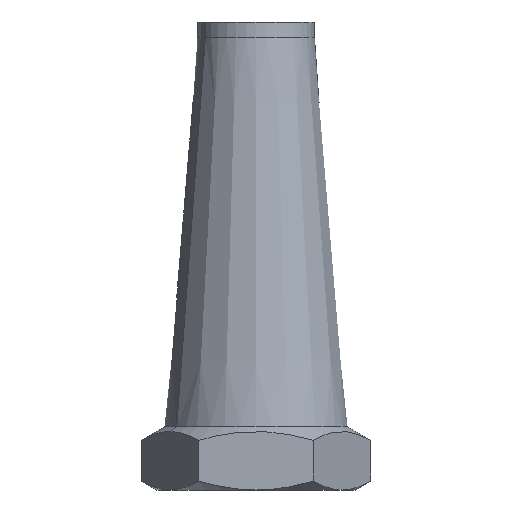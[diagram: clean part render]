
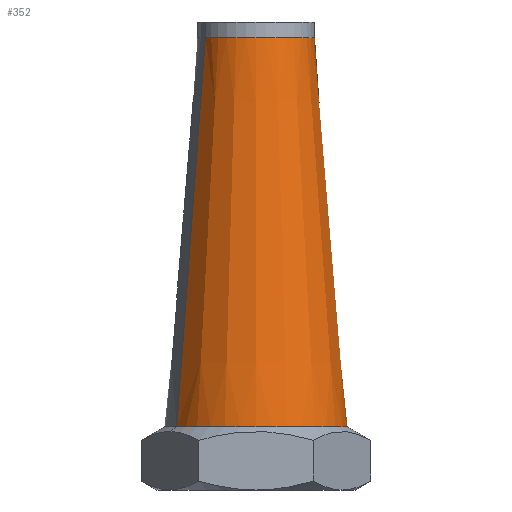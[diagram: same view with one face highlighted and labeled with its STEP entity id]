
A CAD part, left-side view. The second image highlights one B-rep face of the part: STEP entity #352.
In plain terms, the highlighted conical face has half-angle 4.844 degrees and reference radius 7.82 mm.
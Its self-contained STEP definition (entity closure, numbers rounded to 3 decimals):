
#2 = CONICAL_SURFACE ( 'NONE', #287, 7.82, 0.085 ) ;
#5 = EDGE_CURVE ( 'NONE', #44, #366, #8, .T. ) ;
#8 = CIRCLE ( 'NONE', #219, 7.82 ) ;
#26 = CARTESIAN_POINT ( 'NONE',  ( 0., 0., 38.667 ) ) ;
#33 = DIRECTION ( 'NONE',  ( 0.042, -0.073, -0.996 ) ) ;
#44 = VERTEX_POINT ( 'NONE', #763 ) ;
#52 = CIRCLE ( 'NONE', #69, 5. ) ;
#60 = ORIENTED_EDGE ( 'NONE', *, *, #704, .T. ) ;
#69 = AXIS2_PLACEMENT_3D ( 'NONE', #26, #761, #460 ) ;
#73 = DIRECTION ( 'NONE',  ( -0.5, 0.866, 0. ) ) ;
#75 = DIRECTION ( 'NONE',  ( 0., 0., -1. ) ) ;
#98 = LINE ( 'NONE', #508, #610 ) ;
#209 = EDGE_CURVE ( 'NONE', #409, #646, #52, .T. ) ;
#219 = AXIS2_PLACEMENT_3D ( 'NONE', #613, #75, #502 ) ;
#256 = FACE_OUTER_BOUND ( 'NONE', #258, .T. ) ;
#258 = EDGE_LOOP ( 'NONE', ( #786, #654, #60, #754 ) ) ;
#287 = AXIS2_PLACEMENT_3D ( 'NONE', #605, #492, #73 ) ;
#324 = CARTESIAN_POINT ( 'NONE',  ( 2.5, -4.33, 38.667 ) ) ;
#334 = CARTESIAN_POINT ( 'NONE',  ( -2.5, 4.33, 38.667 ) ) ;
#352 = ADVANCED_FACE ( 'NONE', ( #256 ), #2, .T. ) ;
#366 = VERTEX_POINT ( 'NONE', #370 ) ;
#370 = CARTESIAN_POINT ( 'NONE',  ( -3.91, 6.772, 5.393 ) ) ;
#409 = VERTEX_POINT ( 'NONE', #324 ) ;
#413 = CARTESIAN_POINT ( 'NONE',  ( -3.91, 6.772, 5.393 ) ) ;
#460 = DIRECTION ( 'NONE',  ( -0.5, 0.866, 0. ) ) ;
#492 = DIRECTION ( 'NONE',  ( 0., 0., -1. ) ) ;
#502 = DIRECTION ( 'NONE',  ( -0.5, 0.866, 0. ) ) ;
#508 = CARTESIAN_POINT ( 'NONE',  ( 3.91, -6.772, 5.393 ) ) ;
#530 = DIRECTION ( 'NONE',  ( -0.042, 0.073, -0.996 ) ) ;
#605 = CARTESIAN_POINT ( 'NONE',  ( 0., 0., 5.393 ) ) ;
#610 = VECTOR ( 'NONE', #33, 1000. ) ;
#613 = CARTESIAN_POINT ( 'NONE',  ( 0., 0., 5.393 ) ) ;
#625 = EDGE_CURVE ( 'NONE', #409, #44, #98, .T. ) ;
#646 = VERTEX_POINT ( 'NONE', #334 ) ;
#654 = ORIENTED_EDGE ( 'NONE', *, *, #209, .T. ) ;
#704 = EDGE_CURVE ( 'NONE', #646, #366, #788, .T. ) ;
#754 = ORIENTED_EDGE ( 'NONE', *, *, #5, .F. ) ;
#756 = VECTOR ( 'NONE', #530, 1000. ) ;
#761 = DIRECTION ( 'NONE',  ( 0., 0., -1. ) ) ;
#763 = CARTESIAN_POINT ( 'NONE',  ( 3.91, -6.772, 5.393 ) ) ;
#786 = ORIENTED_EDGE ( 'NONE', *, *, #625, .F. ) ;
#788 = LINE ( 'NONE', #413, #756 ) ;
